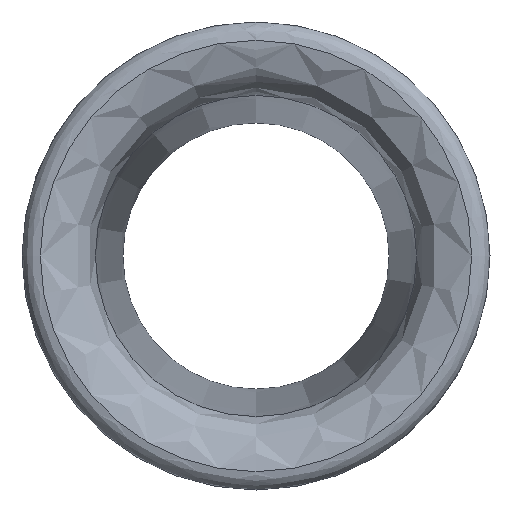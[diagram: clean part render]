
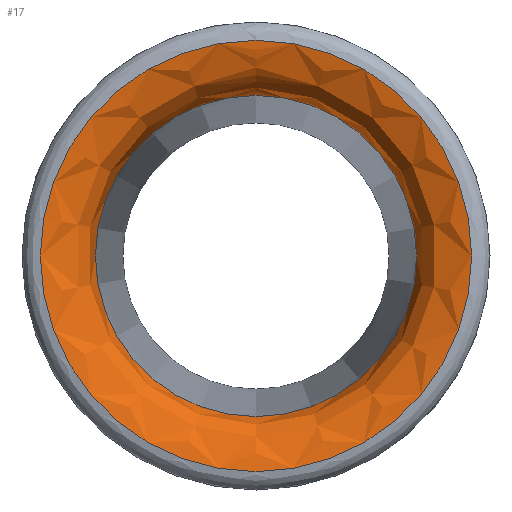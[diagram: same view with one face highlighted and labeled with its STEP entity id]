
A CAD part, front view. The second image highlights one B-rep face of the part: STEP entity #17.
In plain terms, the highlighted face is a revolution surface.
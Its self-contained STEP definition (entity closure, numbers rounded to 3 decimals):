
#17 = ADVANCED_FACE('',(#18),#31,.F.);
#18 = FACE_BOUND('',#19,.F.);
#19 = EDGE_LOOP('',(#20,#62,#86,#113));
#20 = ORIENTED_EDGE('',*,*,#21,.T.);
#21 = EDGE_CURVE('',#22,#22,#24,.T.);
#22 = VERTEX_POINT('',#23);
#23 = CARTESIAN_POINT('',(0.,-2.,23.5));
#24 = SURFACE_CURVE('',#25,(#30,#46),.PCURVE_S1.);
#25 = CIRCLE('',#26,23.5);
#26 = AXIS2_PLACEMENT_3D('',#27,#28,#29);
#27 = CARTESIAN_POINT('',(0.,-2.,0.));
#28 = DIRECTION('',(0.,1.,0.));
#29 = DIRECTION('',(0.,0.,1.));
#30 = PCURVE('',#31,#40);
#31 = SURFACE_OF_REVOLUTION('',#32,#37);
#32 = CIRCLE('',#33,6.002);
#33 = AXIS2_PLACEMENT_3D('',#34,#35,#36);
#34 = CARTESIAN_POINT('',(0.,4.002,
    23.5));
#35 = DIRECTION('',(1.,0.,0.));
#36 = DIRECTION('',(0.,1.,0.));
#37 = AXIS1_PLACEMENT('',#38,#39);
#38 = CARTESIAN_POINT('',(0.,0.,0.));
#39 = DIRECTION('',(0.,1.,0.));
#40 = DEFINITIONAL_REPRESENTATION('',(#41),#45);
#41 = LINE('',#42,#43);
#42 = CARTESIAN_POINT('',(0.,3.142));
#43 = VECTOR('',#44,1.);
#44 = DIRECTION('',(1.,0.));
#45 = ( GEOMETRIC_REPRESENTATION_CONTEXT(2) 
PARAMETRIC_REPRESENTATION_CONTEXT() REPRESENTATION_CONTEXT('2D SPACE',''
  ) );
#46 = PCURVE('',#47,#56);
#47 = SURFACE_OF_REVOLUTION('',#48,#53);
#48 = CIRCLE('',#49,2.);
#49 = AXIS2_PLACEMENT_3D('',#50,#51,#52);
#50 = CARTESIAN_POINT('',(0.,0.,23.5)
  );
#51 = DIRECTION('',(1.,0.,0.));
#52 = DIRECTION('',(0.,1.,0.));
#53 = AXIS1_PLACEMENT('',#54,#55);
#54 = CARTESIAN_POINT('',(0.,0.,0.));
#55 = DIRECTION('',(0.,1.,0.));
#56 = DEFINITIONAL_REPRESENTATION('',(#57),#61);
#57 = LINE('',#58,#59);
#58 = CARTESIAN_POINT('',(0.,3.142));
#59 = VECTOR('',#60,1.);
#60 = DIRECTION('',(1.,0.));
#61 = ( GEOMETRIC_REPRESENTATION_CONTEXT(2) 
PARAMETRIC_REPRESENTATION_CONTEXT() REPRESENTATION_CONTEXT('2D SPACE',''
  ) );
#62 = ORIENTED_EDGE('',*,*,#63,.T.);
#63 = EDGE_CURVE('',#22,#64,#66,.T.);
#64 = VERTEX_POINT('',#65);
#65 = CARTESIAN_POINT('',(0.,3.848,17.5));
#66 = SEAM_CURVE('',#67,(#72,#79),.PCURVE_S1.);
#67 = CIRCLE('',#68,6.002);
#68 = AXIS2_PLACEMENT_3D('',#69,#70,#71);
#69 = CARTESIAN_POINT('',(0.,4.002,
    23.5));
#70 = DIRECTION('',(1.,0.,0.));
#71 = DIRECTION('',(0.,1.,0.));
#72 = PCURVE('',#31,#73);
#73 = DEFINITIONAL_REPRESENTATION('',(#74),#78);
#74 = LINE('',#75,#76);
#75 = CARTESIAN_POINT('',(0.,0.));
#76 = VECTOR('',#77,1.);
#77 = DIRECTION('',(0.,1.));
#78 = ( GEOMETRIC_REPRESENTATION_CONTEXT(2) 
PARAMETRIC_REPRESENTATION_CONTEXT() REPRESENTATION_CONTEXT('2D SPACE',''
  ) );
#79 = PCURVE('',#31,#80);
#80 = DEFINITIONAL_REPRESENTATION('',(#81),#85);
#81 = LINE('',#82,#83);
#82 = CARTESIAN_POINT('',(6.283,0.));
#83 = VECTOR('',#84,1.);
#84 = DIRECTION('',(0.,1.));
#85 = ( GEOMETRIC_REPRESENTATION_CONTEXT(2) 
PARAMETRIC_REPRESENTATION_CONTEXT() REPRESENTATION_CONTEXT('2D SPACE',''
  ) );
#86 = ORIENTED_EDGE('',*,*,#87,.F.);
#87 = EDGE_CURVE('',#64,#64,#88,.T.);
#88 = SURFACE_CURVE('',#89,(#94,#101),.PCURVE_S1.);
#89 = CIRCLE('',#90,17.5);
#90 = AXIS2_PLACEMENT_3D('',#91,#92,#93);
#91 = CARTESIAN_POINT('',(0.,3.848,0.));
#92 = DIRECTION('',(0.,1.,0.));
#93 = DIRECTION('',(0.,0.,1.));
#94 = PCURVE('',#31,#95);
#95 = DEFINITIONAL_REPRESENTATION('',(#96),#100);
#96 = LINE('',#97,#98);
#97 = CARTESIAN_POINT('',(0.,4.687));
#98 = VECTOR('',#99,1.);
#99 = DIRECTION('',(1.,0.));
#100 = ( GEOMETRIC_REPRESENTATION_CONTEXT(2) 
PARAMETRIC_REPRESENTATION_CONTEXT() REPRESENTATION_CONTEXT('2D SPACE',''
  ) );
#101 = PCURVE('',#102,#107);
#102 = CONICAL_SURFACE('',#103,17.5,0.026);
#103 = AXIS2_PLACEMENT_3D('',#104,#105,#106);
#104 = CARTESIAN_POINT('',(0.,3.848,0.));
#105 = DIRECTION('',(0.,-1.,0.));
#106 = DIRECTION('',(0.,0.,1.));
#107 = DEFINITIONAL_REPRESENTATION('',(#108),#112);
#108 = LINE('',#109,#110);
#109 = CARTESIAN_POINT('',(0.,0.));
#110 = VECTOR('',#111,1.);
#111 = DIRECTION('',(-1.,0.));
#112 = ( GEOMETRIC_REPRESENTATION_CONTEXT(2) 
PARAMETRIC_REPRESENTATION_CONTEXT() REPRESENTATION_CONTEXT('2D SPACE',''
  ) );
#113 = ORIENTED_EDGE('',*,*,#63,.F.);
